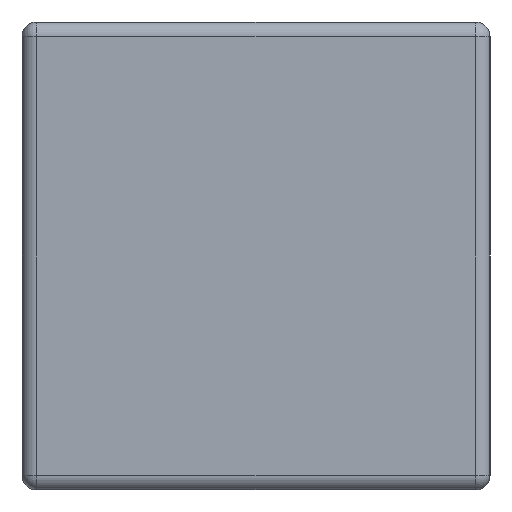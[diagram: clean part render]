
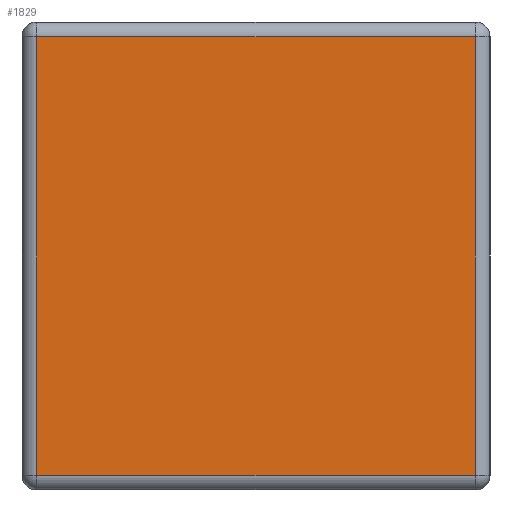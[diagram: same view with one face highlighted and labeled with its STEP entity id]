
A CAD part, left-side view. The second image highlights one B-rep face of the part: STEP entity #1829.
In plain terms, the highlighted planar face has unit normal (-1, 0, 0).
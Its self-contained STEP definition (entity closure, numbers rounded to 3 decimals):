
#9 = EDGE_CURVE ( 'NONE', #3294, #2076, #3331, .T. ) ;
#82 = ORIENTED_EDGE ( 'NONE', *, *, #1207, .T. ) ;
#111 = DIRECTION ( 'NONE',  ( 0., 0., 1. ) ) ;
#174 = PLANE ( 'NONE',  #540 ) ;
#230 = VERTEX_POINT ( 'NONE', #3272 ) ;
#234 = EDGE_LOOP ( 'NONE', ( #2223, #82, #1649, #2789 ) ) ;
#256 = VECTOR ( 'NONE', #111, 1000. ) ;
#271 = CARTESIAN_POINT ( 'NONE',  ( -1.6, -0.75, 0.05 ) ) ;
#493 = CARTESIAN_POINT ( 'NONE',  ( -1.6, -0.8, 0.05 ) ) ;
#540 = AXIS2_PLACEMENT_3D ( 'NONE', #1301, #2323, #1318 ) ;
#611 = LINE ( 'NONE', #1645, #256 ) ;
#764 = LINE ( 'NONE', #2870, #3061 ) ;
#1008 = DIRECTION ( 'NONE',  ( 0., 0., -1. ) ) ;
#1207 = EDGE_CURVE ( 'NONE', #230, #3294, #764, .T. ) ;
#1281 = DIRECTION ( 'NONE',  ( 0., -1., 0. ) ) ;
#1301 = CARTESIAN_POINT ( 'NONE',  ( -1.6, 0., 1.6 ) ) ;
#1318 = DIRECTION ( 'NONE',  ( 0., 0., 1. ) ) ;
#1364 = CARTESIAN_POINT ( 'NONE',  ( -1.6, 0., 1.55 ) ) ;
#1410 = DIRECTION ( 'NONE',  ( 0., 1., 0. ) ) ;
#1438 = EDGE_CURVE ( 'NONE', #2076, #3028, #611, .T. ) ;
#1645 = CARTESIAN_POINT ( 'NONE',  ( -1.6, -0.75, 1.6 ) ) ;
#1649 = ORIENTED_EDGE ( 'NONE', *, *, #9, .T. ) ;
#1790 = CARTESIAN_POINT ( 'NONE',  ( -1.6, 0.75, 0.05 ) ) ;
#1829 = ADVANCED_FACE ( 'NONE', ( #2470 ), #174, .T. ) ;
#1892 = VECTOR ( 'NONE', #1410, 1000. ) ;
#2076 = VERTEX_POINT ( 'NONE', #271 ) ;
#2223 = ORIENTED_EDGE ( 'NONE', *, *, #2578, .T. ) ;
#2323 = DIRECTION ( 'NONE',  ( -1., 0., 0. ) ) ;
#2470 = FACE_OUTER_BOUND ( 'NONE', #234, .T. ) ;
#2578 = EDGE_CURVE ( 'NONE', #3028, #230, #3239, .T. ) ;
#2789 = ORIENTED_EDGE ( 'NONE', *, *, #1438, .T. ) ;
#2806 = CARTESIAN_POINT ( 'NONE',  ( -1.6, -0.75, 1.55 ) ) ;
#2870 = CARTESIAN_POINT ( 'NONE',  ( -1.6, 0.75, 0. ) ) ;
#3028 = VERTEX_POINT ( 'NONE', #2806 ) ;
#3061 = VECTOR ( 'NONE', #1008, 1000. ) ;
#3169 = VECTOR ( 'NONE', #1281, 1000. ) ;
#3239 = LINE ( 'NONE', #1364, #1892 ) ;
#3272 = CARTESIAN_POINT ( 'NONE',  ( -1.6, 0.75, 1.55 ) ) ;
#3294 = VERTEX_POINT ( 'NONE', #1790 ) ;
#3331 = LINE ( 'NONE', #493, #3169 ) ;
